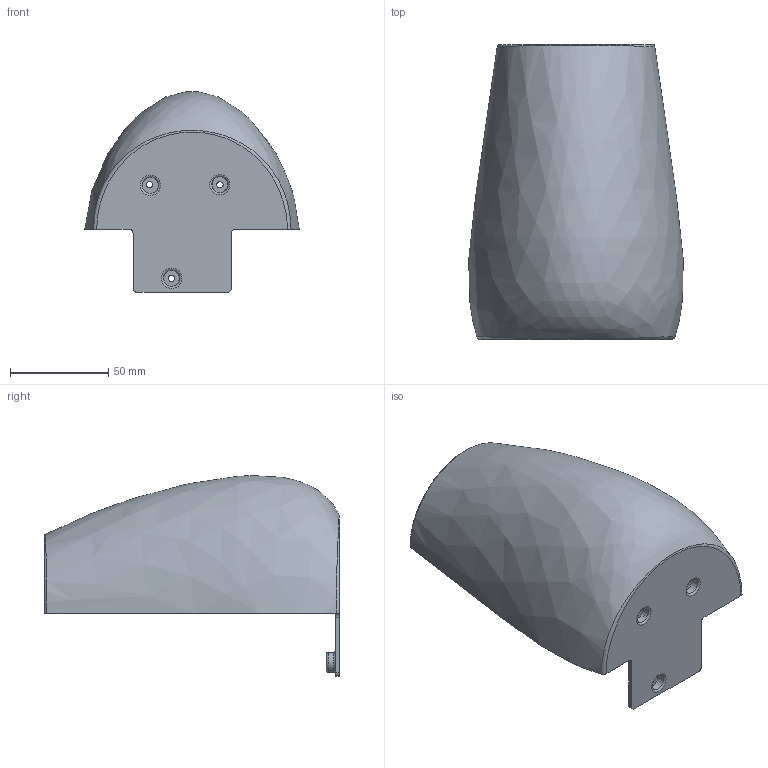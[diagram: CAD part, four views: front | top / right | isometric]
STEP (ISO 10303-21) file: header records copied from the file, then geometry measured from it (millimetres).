
FILE_DESCRIPTION(/* description */ (''),/* implementation_level */ '2;1');
FILE_NAME(/* name */ 'part02.step',/* time_stamp */ '2018-01-18T13:33:07+09:00',/* author */ (''),/* organization */ (''),/* preprocessor_version */ 'ST-DEVELOPER v16.13',/* originating_system */ 'Autodesk Translation Framework v6.5.0.72',/* authorisation */ '');
FILE_SCHEMA (('AUTOMOTIVE_DESIGN { 1 0 10303 214 3 1 1 }'));
Length unit declared in the file: millimetre
Products named in the file (1): Fusion コンポーネント
Bounding box: 109.11 x 150 x 102.06 mm (x, y, z)
Volume: 70525.1 mm3; surface area: 70834 mm2
Topology: 1 solids, 1 shells, 116 faces, 313 edges, 207 vertices
Faces by surface type: bspline 41, plane 39, cylinder 20, torus 9, cone 7
Full cylindrical faces by diameter (mm): 3 x4, 3.2 x3, 6 x4, 10 x3
Entity records: 7231 total; most frequent: CARTESIAN_POINT 4553, ORIENTED_EDGE 620, DIRECTION 424, EDGE_CURVE 310, VERTEX_POINT 208, AXIS2_PLACEMENT_3D 180, EDGE_LOOP 144, B_SPLINE_CURVE_WITH_KNOTS 140
